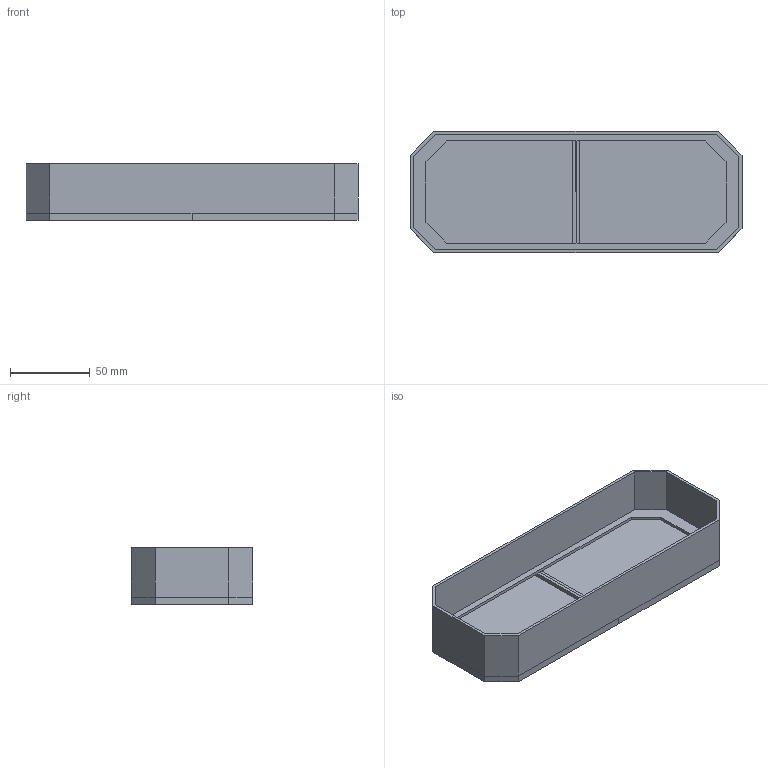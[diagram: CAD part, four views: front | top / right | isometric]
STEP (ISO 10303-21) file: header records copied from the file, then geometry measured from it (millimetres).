
FILE_DESCRIPTION (( 'STEP AP214' ), '1' );
FILE_NAME ('7408725_KSTP1.stp', '2017-02-22T10:01:40', ( '' ), ( '' ), 'SwSTEP 2.0', 'SolidWorks 2014', '' );
FILE_SCHEMA (( 'AUTOMOTIVE_DESIGN' ));
Length unit declared in the file: millimetre
Products named in the file (3): 071650_Standard; 072941_Standard; 7408725_KSTP1
Assembly tree (3 placements, depth 2):
  7408725_KSTP1
    072941_Standard
    071650_Standard  x2
Bounding box: 208 x 76 x 35.5 mm (x, y, z)
Volume: 71931.1 mm3; surface area: 75312.9 mm2
Topology: 3 solids, 3 shells, 57 faces, 144 edges, 96 vertices
Faces by surface type: plane 57
Entity records: 1836 total; most frequent: CARTESIAN_POINT 228, ORIENTED_EDGE 216, DIRECTION 204, VECTOR 108, EDGE_CURVE 108, LINE 108, VERTEX_POINT 72, UNCERTAINTY_MEASURE_WITH_UNIT 49
